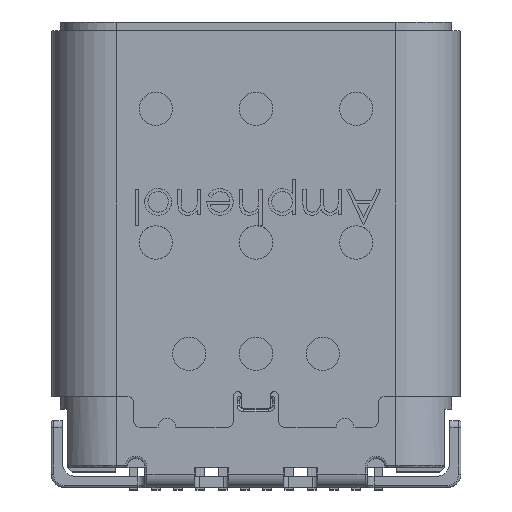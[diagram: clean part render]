
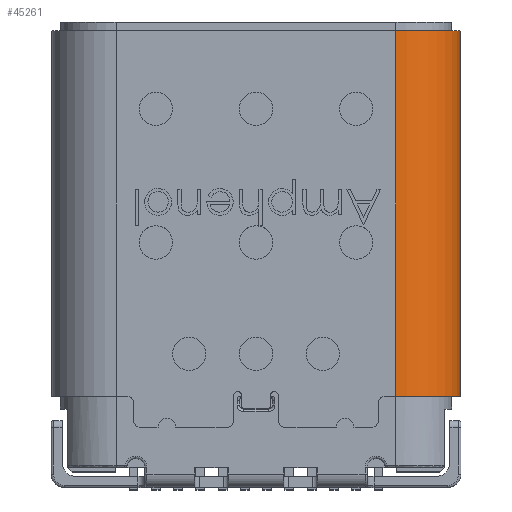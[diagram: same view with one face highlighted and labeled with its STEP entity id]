
A CAD part, top view. The second image highlights one B-rep face of the part: STEP entity #45261.
In plain terms, the highlighted cylindrical face has radius 1.45 mm (diameter 2.9 mm), a partial arc.
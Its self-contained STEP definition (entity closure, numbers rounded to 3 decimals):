
#1245 = CARTESIAN_POINT ( 'NONE',  ( -3.14, 0.13, -3.4 ) ) ;
#2994 = CARTESIAN_POINT ( 'NONE',  ( -3.14, 0.13, -3.4 ) ) ;
#3819 = CARTESIAN_POINT ( 'NONE',  ( -3.14, 0.13, 4.8 ) ) ;
#4338 = VERTEX_POINT ( 'NONE', #22187 ) ;
#4803 = DIRECTION ( 'NONE',  ( 1., 0., 0. ) ) ;
#7289 = EDGE_CURVE ( 'NONE', #4338, #14533, #23700, .T. ) ;
#7343 = DIRECTION ( 'NONE',  ( 1., 0., 0. ) ) ;
#10613 = CARTESIAN_POINT ( 'NONE',  ( -4.59, 0.13, -3.4 ) ) ;
#11478 = CYLINDRICAL_SURFACE ( 'NONE', #36383, 1.45 ) ;
#14533 = VERTEX_POINT ( 'NONE', #18944 ) ;
#16712 = AXIS2_PLACEMENT_3D ( 'NONE', #1245, #25800, #4803 ) ;
#17888 = ORIENTED_EDGE ( 'NONE', *, *, #33652, .F. ) ;
#18257 = LINE ( 'NONE', #10613, #45111 ) ;
#18944 = CARTESIAN_POINT ( 'NONE',  ( -3.14, 1.58, 4.8 ) ) ;
#22156 = CARTESIAN_POINT ( 'NONE',  ( -3.14, 1.58, -3.4 ) ) ;
#22187 = CARTESIAN_POINT ( 'NONE',  ( -3.14, 1.58, -3.4 ) ) ;
#23700 = LINE ( 'NONE', #22156, #41231 ) ;
#25686 = DIRECTION ( 'NONE',  ( 0., 0., 1. ) ) ;
#25800 = DIRECTION ( 'NONE',  ( 0., 0., 1. ) ) ;
#26083 = CARTESIAN_POINT ( 'NONE',  ( -4.59, 0.13, 4.8 ) ) ;
#26559 = CIRCLE ( 'NONE', #16712, 1.45 ) ;
#27484 = DIRECTION ( 'NONE',  ( 0., 0., 1. ) ) ;
#28061 = ORIENTED_EDGE ( 'NONE', *, *, #7289, .F. ) ;
#28301 = DIRECTION ( 'NONE',  ( 0., 0., 1. ) ) ;
#30855 = ORIENTED_EDGE ( 'NONE', *, *, #35127, .T. ) ;
#31633 = CARTESIAN_POINT ( 'NONE',  ( -4.59, 0.13, -3.4 ) ) ;
#33350 = VERTEX_POINT ( 'NONE', #26083 ) ;
#33630 = ORIENTED_EDGE ( 'NONE', *, *, #34701, .T. ) ;
#33639 = AXIS2_PLACEMENT_3D ( 'NONE', #3819, #28301, #7343 ) ;
#33652 = EDGE_CURVE ( 'NONE', #14533, #33350, #34880, .T. ) ;
#33812 = FACE_OUTER_BOUND ( 'NONE', #42824, .T. ) ;
#34701 = EDGE_CURVE ( 'NONE', #4338, #41533, #26559, .T. ) ;
#34880 = CIRCLE ( 'NONE', #33639, 1.45 ) ;
#35127 = EDGE_CURVE ( 'NONE', #41533, #33350, #18257, .T. ) ;
#36383 = AXIS2_PLACEMENT_3D ( 'NONE', #2994, #27484, #41573 ) ;
#38598 = DIRECTION ( 'NONE',  ( 0., 0., 1. ) ) ;
#41231 = VECTOR ( 'NONE', #25686, 1000. ) ;
#41533 = VERTEX_POINT ( 'NONE', #31633 ) ;
#41573 = DIRECTION ( 'NONE',  ( 1., 0., 0. ) ) ;
#42824 = EDGE_LOOP ( 'NONE', ( #17888, #28061, #33630, #30855 ) ) ;
#45111 = VECTOR ( 'NONE', #38598, 1000. ) ;
#45261 = ADVANCED_FACE ( 'NONE', ( #33812 ), #11478, .T. ) ;
